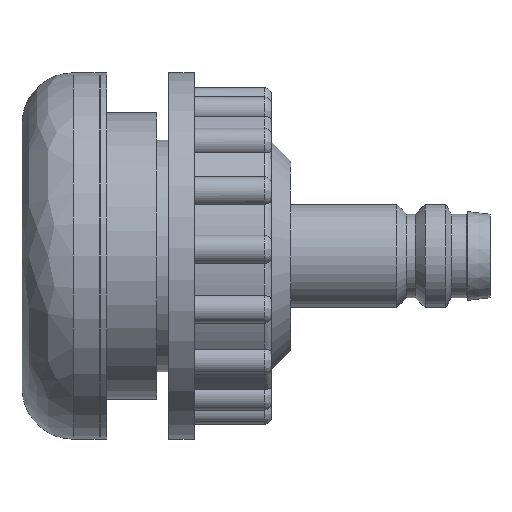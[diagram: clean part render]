
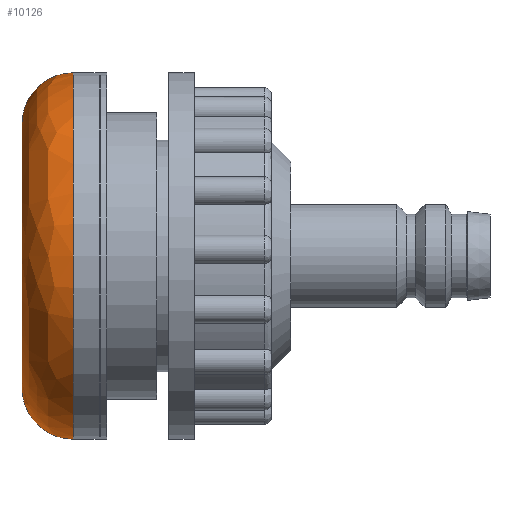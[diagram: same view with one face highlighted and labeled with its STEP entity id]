
A CAD part, left-side view. The second image highlights one B-rep face of the part: STEP entity #10126.
In plain terms, the highlighted free-form (B-spline) face has degree [3, 3] with [4, 4] control points.
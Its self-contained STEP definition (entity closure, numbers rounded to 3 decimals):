
#197 = DIRECTION ( 'NONE',  ( -1., 0., 0. ) ) ;
#309 = DIRECTION ( 'NONE',  ( 0., 0., -1. ) ) ;
#511 = CARTESIAN_POINT ( 'NONE',  ( 0., 6.5, -14.25 ) ) ;
#956 = VERTEX_POINT ( 'NONE', #2618 ) ;
#1267 = EDGE_LOOP ( 'NONE', ( #9891, #4615, #10071, #6482 ) ) ;
#1577 = AXIS2_PLACEMENT_3D ( 'NONE', #7865, #197, #309 ) ;
#1637 = CARTESIAN_POINT ( 'NONE',  ( 0., 6.5, 14.25 ) ) ;
#2535 = VERTEX_POINT ( 'NONE', #1637 ) ;
#2618 = CARTESIAN_POINT ( 'NONE',  ( 0., 10.5, 10.25 ) ) ;
#2716 = CARTESIAN_POINT ( 'NONE',  ( 0., 10.5, -12.593 ) ) ;
#2808 = CIRCLE ( 'NONE', #4757, 14.25 ) ;
#2887 = CARTESIAN_POINT ( 'NONE',  ( -28.5, 8.843, 14.25 ) ) ;
#3003 = CARTESIAN_POINT ( 'NONE',  ( 0., 10.5, 12.593 ) ) ;
#3052 = CARTESIAN_POINT ( 'NONE',  ( -28.5, 6.5, 14.25 ) ) ;
#3053 = CARTESIAN_POINT ( 'NONE',  ( -20.5, 10.5, 10.25 ) ) ;
#3204 = VERTEX_POINT ( 'NONE', #3707 ) ;
#3281 = CIRCLE ( 'NONE', #9441, 4. ) ;
#3485 = CARTESIAN_POINT ( 'NONE',  ( 0., 6.5, 0. ) ) ;
#3489 = FACE_OUTER_BOUND ( 'NONE', #1267, .T. ) ;
#3644 = EDGE_CURVE ( 'NONE', #3204, #4969, #7915, .T. ) ;
#3658 =( BOUNDED_SURFACE ( )  B_SPLINE_SURFACE ( 3, 3, ( 
 ( #7794, #6862, #8562, #6914 ),
 ( #2716, #6084, #9437, #3003 ),
 ( #6315, #5593, #2887, #7196 ),
 ( #511, #8074, #3052, #7140 ) ),
 .UNSPECIFIED., .F., .F., .F. ) 
 B_SPLINE_SURFACE_WITH_KNOTS ( ( 4, 4 ),
 ( 4, 4 ),
 ( 0., 1. ),
 ( 0., 1. ),
 .UNSPECIFIED. ) 
 GEOMETRIC_REPRESENTATION_ITEM ( )  RATIONAL_B_SPLINE_SURFACE ( (
 ( 1., 0.333, 0.333, 1.),
 ( 0.805, 0.268, 0.268, 0.805),
 ( 0.805, 0.268, 0.268, 0.805),
 ( 1., 0.333, 0.333, 1.) ) ) 
 REPRESENTATION_ITEM ( '' )  SURFACE ( )  );
#3707 = CARTESIAN_POINT ( 'NONE',  ( 0., 10.5, -10.25 ) ) ;
#4615 = ORIENTED_EDGE ( 'NONE', *, *, #3644, .T. ) ;
#4699 = EDGE_CURVE ( 'NONE', #4969, #2535, #2808, .T. ) ;
#4757 = AXIS2_PLACEMENT_3D ( 'NONE', #3485, #5201, #5917 ) ;
#4935 = CARTESIAN_POINT ( 'NONE',  ( 0., 10.5, -10.25 ) ) ;
#4969 = VERTEX_POINT ( 'NONE', #10762 ) ;
#5201 = DIRECTION ( 'NONE',  ( 0., 1., 0. ) ) ;
#5512 =( BOUNDED_CURVE ( )  B_SPLINE_CURVE ( 3, ( #8075, #3053, #9004, #4935 ),
 .UNSPECIFIED., .F., .F. ) 
 B_SPLINE_CURVE_WITH_KNOTS ( ( 4, 4 ),
 ( 0., 1. ),
 .UNSPECIFIED. ) 
 CURVE ( )  GEOMETRIC_REPRESENTATION_ITEM ( )  RATIONAL_B_SPLINE_CURVE ( ( 1., 0.333, 0.333, 1. ) ) 
 REPRESENTATION_ITEM ( '' )  );
#5593 = CARTESIAN_POINT ( 'NONE',  ( -28.5, 8.843, -14.25 ) ) ;
#5917 = DIRECTION ( 'NONE',  ( 0., 0., 1. ) ) ;
#6084 = CARTESIAN_POINT ( 'NONE',  ( -25.186, 10.5, -12.593 ) ) ;
#6315 = CARTESIAN_POINT ( 'NONE',  ( 0., 8.843, -14.25 ) ) ;
#6370 = DIRECTION ( 'NONE',  ( 0., 0., 1. ) ) ;
#6482 = ORIENTED_EDGE ( 'NONE', *, *, #7610, .F. ) ;
#6862 = CARTESIAN_POINT ( 'NONE',  ( -20.5, 10.5, -10.25 ) ) ;
#6914 = CARTESIAN_POINT ( 'NONE',  ( 0., 10.5, 10.25 ) ) ;
#7140 = CARTESIAN_POINT ( 'NONE',  ( 0., 6.5, 14.25 ) ) ;
#7196 = CARTESIAN_POINT ( 'NONE',  ( 0., 8.843, 14.25 ) ) ;
#7610 = EDGE_CURVE ( 'NONE', #956, #2535, #3281, .T. ) ;
#7794 = CARTESIAN_POINT ( 'NONE',  ( 0., 10.5, -10.25 ) ) ;
#7865 = CARTESIAN_POINT ( 'NONE',  ( 0., 6.5, -10.25 ) ) ;
#7915 = CIRCLE ( 'NONE', #1577, 4. ) ;
#8074 = CARTESIAN_POINT ( 'NONE',  ( -28.5, 6.5, -14.25 ) ) ;
#8075 = CARTESIAN_POINT ( 'NONE',  ( 0., 10.5, 10.25 ) ) ;
#8230 = CARTESIAN_POINT ( 'NONE',  ( 0., 6.5, 10.25 ) ) ;
#8545 = EDGE_CURVE ( 'NONE', #956, #3204, #5512, .T. ) ;
#8562 = CARTESIAN_POINT ( 'NONE',  ( -20.5, 10.5, 10.25 ) ) ;
#9004 = CARTESIAN_POINT ( 'NONE',  ( -20.5, 10.5, -10.25 ) ) ;
#9437 = CARTESIAN_POINT ( 'NONE',  ( -25.186, 10.5, 12.593 ) ) ;
#9441 = AXIS2_PLACEMENT_3D ( 'NONE', #8230, #10655, #6370 ) ;
#9891 = ORIENTED_EDGE ( 'NONE', *, *, #8545, .T. ) ;
#10071 = ORIENTED_EDGE ( 'NONE', *, *, #4699, .T. ) ;
#10126 = ADVANCED_FACE ( 'NONE', ( #3489 ), #3658, .T. ) ;
#10655 = DIRECTION ( 'NONE',  ( 1., 0., 0. ) ) ;
#10762 = CARTESIAN_POINT ( 'NONE',  ( 0., 6.5, -14.25 ) ) ;
